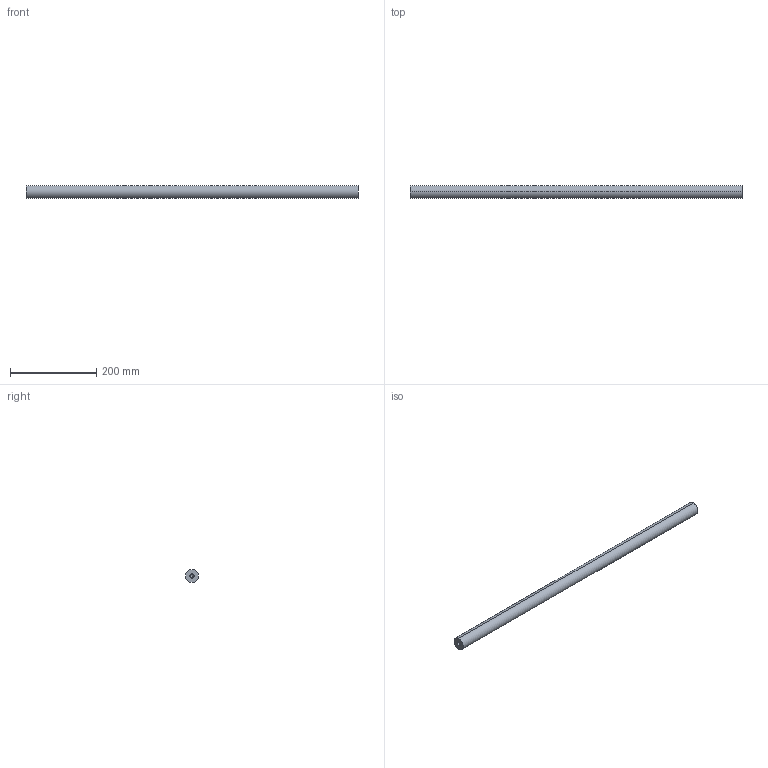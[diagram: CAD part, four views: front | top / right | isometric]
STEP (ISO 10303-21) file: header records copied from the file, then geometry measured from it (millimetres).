
FILE_DESCRIPTION (( 'STEP AP214' ), '1' );
FILE_NAME ('2022-03-25__16-06--DrylinWellenKonfigurator_Drawing_DEK-00013856.STEP', '2022-03-25T15:18:54', ( '' ), ( '' ), 'SwSTEP 2.0', 'SolidWorks 2014', '' );
FILE_SCHEMA (( 'AUTOMOTIVE_DESIGN' ));
Length unit declared in the file: millimetre
Products named in the file (1): 2022-03-25__16-06--DrylinWellenKonfigurator_Drawing_DEK-00013856
Bounding box: 768 x 30 x 30 mm (x, y, z)
Volume: 540460.1 mm3; surface area: 74777.1 mm2
Topology: 1 solids, 1 shells, 11 faces, 22 edges, 13 vertices
Faces by surface type: cylinder 6, plane 3, cone 2
Entity records: 433 total; most frequent: DIRECTION 56, CARTESIAN_POINT 45, ORIENTED_EDGE 40, AXIS2_PLACEMENT_3D 24, EDGE_CURVE 20, UNCERTAINTY_MEASURE_WITH_UNIT 14, FILL_AREA_STYLE_COLOUR 13, SURFACE_SIDE_STYLE 13
